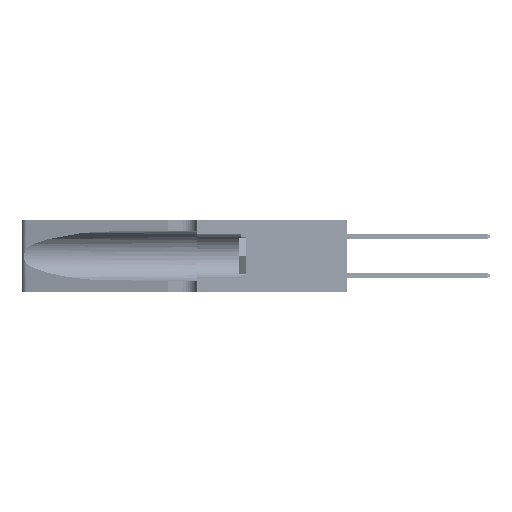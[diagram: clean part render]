
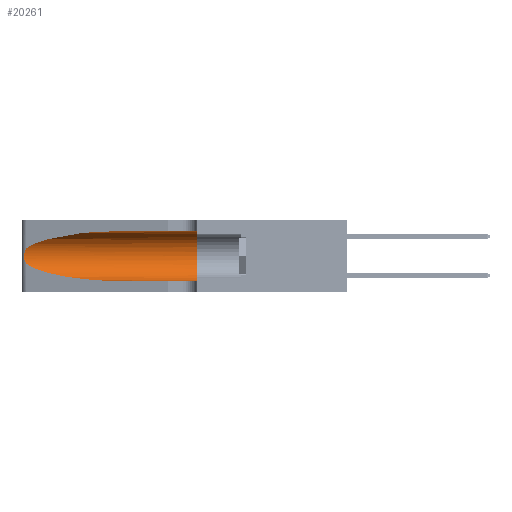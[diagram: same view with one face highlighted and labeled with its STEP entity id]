
A CAD part, left-side view. The second image highlights one B-rep face of the part: STEP entity #20261.
In plain terms, the highlighted cylindrical face has radius 3.308 mm (diameter 6.617 mm), a partial arc.
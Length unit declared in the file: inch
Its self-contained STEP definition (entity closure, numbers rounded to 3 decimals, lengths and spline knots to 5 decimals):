
#1662 = AXIS2_PLACEMENT_3D ( 'NONE', #4255, #11721, #15894 ) ;
#2365 = CARTESIAN_POINT ( 'NONE',  ( 0.18966, 0.96281, 0.05475 ) ) ;
#4255 = CARTESIAN_POINT ( 'NONE',  ( 0.1305, 0.35, 0.185 ) ) ;
#4631 = VERTEX_POINT ( 'NONE', #50377 ) ;
#5821 = CARTESIAN_POINT ( 'NONE',  ( 0.1305, 0.72297, 0.31525 ) ) ;
#7534 = CARTESIAN_POINT ( 'NONE',  ( 0.25789, 1.23486, 0.15765 ) ) ;
#7903 = CARTESIAN_POINT ( 'NONE',  ( 0.25487, 1.22718, 0.14631 ) ) ;
#8646 = ORIENTED_EDGE ( 'NONE', *, *, #16141, .T. ) ;
#11721 = DIRECTION ( 'NONE',  ( 0., 1., 0. ) ) ;
#14840 =( BOUNDED_CURVE ( )  B_SPLINE_CURVE ( 3, ( #5821, #26942, #31111, #18192 ),
 .UNSPECIFIED., .F., .T. ) 
 B_SPLINE_CURVE_WITH_KNOTS ( ( 4, 4 ),
 ( 1.5708, 2.84003 ),
 .UNSPECIFIED. ) 
 CURVE ( )  GEOMETRIC_REPRESENTATION_ITEM ( )  RATIONAL_B_SPLINE_CURVE ( ( 1., 0.87, 0.87, 1. ) ) 
 REPRESENTATION_ITEM ( '' )  );
#15169 = CARTESIAN_POINT ( 'NONE',  ( 0.25639, 1.23184, 0.21858 ) ) ;
#15894 = DIRECTION ( 'NONE',  ( 0., 0., 1. ) ) ;
#16070 = CARTESIAN_POINT ( 'NONE',  ( 0.1305, 1.61858, 0.05475 ) ) ;
#16141 = EDGE_CURVE ( 'NONE', #22391, #19692, #53415, .T. ) ;
#18192 = CARTESIAN_POINT ( 'NONE',  ( 0.25487, 1.22718, 0.22369 ) ) ;
#19692 = VERTEX_POINT ( 'NONE', #43806 ) ;
#19933 = CARTESIAN_POINT ( 'NONE',  ( 0.25555, 1.22993, 0.14849 ) ) ;
#20048 = VERTEX_POINT ( 'NONE', #34470 ) ;
#20261 = ADVANCED_FACE ( 'NONE', ( #33567 ), #42693, .F. ) ;
#20840 = ORIENTED_EDGE ( 'NONE', *, *, #47694, .T. ) ;
#22391 = VERTEX_POINT ( 'NONE', #41724 ) ;
#23151 = CARTESIAN_POINT ( 'NONE',  ( 0.1305, 1.61858, 0.185 ) ) ;
#24116 = CARTESIAN_POINT ( 'NONE',  ( 0.26018, 1.23835, 0.19895 ) ) ;
#26942 = CARTESIAN_POINT ( 'NONE',  ( 0.18966, 0.96281, 0.31525 ) ) ;
#27159 = DIRECTION ( 'NONE',  ( 0., 0., -1. ) ) ;
#27675 = CARTESIAN_POINT ( 'NONE',  ( 0.2373, 1.15595, 0.08982 ) ) ;
#27979 = CARTESIAN_POINT ( 'NONE',  ( 0.1305, 0.72297, 0.05475 ) ) ;
#28061 = VERTEX_POINT ( 'NONE', #45612 ) ;
#28833 = CARTESIAN_POINT ( 'NONE',  ( 0.25856, 1.23593, 0.16098 ) ) ;
#30470 = CIRCLE ( 'NONE', #1662, 0.13025 ) ;
#31111 = CARTESIAN_POINT ( 'NONE',  ( 0.2373, 1.15595, 0.28018 ) ) ;
#31572 = EDGE_CURVE ( 'NONE', #4631, #20048, #52730, .T. ) ;
#31766 = CARTESIAN_POINT ( 'NONE',  ( 0.25555, 1.22994, 0.2215 ) ) ;
#33244 =( BOUNDED_CURVE ( )  B_SPLINE_CURVE ( 3, ( #52783, #27675, #2365, #39880 ),
 .UNSPECIFIED., .F., .T. ) 
 B_SPLINE_CURVE_WITH_KNOTS ( ( 4, 4 ),
 ( 3.44316, 4.71239 ),
 .UNSPECIFIED. ) 
 CURVE ( )  GEOMETRIC_REPRESENTATION_ITEM ( )  RATIONAL_B_SPLINE_CURVE ( ( 1., 0.87, 0.87, 1. ) ) 
 REPRESENTATION_ITEM ( '' )  );
#33567 = FACE_OUTER_BOUND ( 'NONE', #50622, .T. ) ;
#33963 = DIRECTION ( 'NONE',  ( 0., -1., 0. ) ) ;
#34470 = CARTESIAN_POINT ( 'NONE',  ( 0.1305, 0.35, 0.31525 ) ) ;
#35498 = ORIENTED_EDGE ( 'NONE', *, *, #31572, .F. ) ;
#36844 = CARTESIAN_POINT ( 'NONE',  ( 0.26017, 1.23833, 0.17102 ) ) ;
#39553 = EDGE_CURVE ( 'NONE', #4631, #22391, #14840, .T. ) ;
#39880 = CARTESIAN_POINT ( 'NONE',  ( 0.1305, 0.72297, 0.05475 ) ) ;
#40136 = ORIENTED_EDGE ( 'NONE', *, *, #39553, .T. ) ;
#40303 = VERTEX_POINT ( 'NONE', #27979 ) ;
#40334 = CARTESIAN_POINT ( 'NONE',  ( 0.25854, 1.2359, 0.20912 ) ) ;
#41630 = EDGE_CURVE ( 'NONE', #19692, #40303, #33244, .T. ) ;
#41724 = CARTESIAN_POINT ( 'NONE',  ( 0.25487, 1.22718, 0.22369 ) ) ;
#42199 = VECTOR ( 'NONE', #45230, 39.37008 ) ;
#42693 = CYLINDRICAL_SURFACE ( 'NONE', #46819, 0.13025 ) ;
#42961 = VECTOR ( 'NONE', #33963, 39.37008 ) ;
#43806 = CARTESIAN_POINT ( 'NONE',  ( 0.25487, 1.22718, 0.14631 ) ) ;
#44327 = CARTESIAN_POINT ( 'NONE',  ( 0.25787, 1.23484, 0.2124 ) ) ;
#44460 = ORIENTED_EDGE ( 'NONE', *, *, #47663, .F. ) ;
#44869 = CARTESIAN_POINT ( 'NONE',  ( 0.26075, 1.23896, 0.178 ) ) ;
#45230 = DIRECTION ( 'NONE',  ( 0., -1., 0. ) ) ;
#45612 = CARTESIAN_POINT ( 'NONE',  ( 0.1305, 0.35, 0.05475 ) ) ;
#46684 = CARTESIAN_POINT ( 'NONE',  ( 0.1305, 1.61858, 0.31525 ) ) ;
#46819 = AXIS2_PLACEMENT_3D ( 'NONE', #23151, #47762, #27159 ) ;
#47663 = EDGE_CURVE ( 'NONE', #20048, #28061, #30470, .T. ) ;
#47694 = EDGE_CURVE ( 'NONE', #40303, #28061, #51349, .T. ) ;
#47762 = DIRECTION ( 'NONE',  ( 0., -1., 0. ) ) ;
#48884 = CARTESIAN_POINT ( 'NONE',  ( 0.25639, 1.23186, 0.15144 ) ) ;
#50046 = ORIENTED_EDGE ( 'NONE', *, *, #41630, .T. ) ;
#50377 = CARTESIAN_POINT ( 'NONE',  ( 0.1305, 0.72297, 0.31525 ) ) ;
#50622 = EDGE_LOOP ( 'NONE', ( #40136, #8646, #50046, #20840, #44460, #35498 ) ) ;
#51349 = LINE ( 'NONE', #16070, #42199 ) ;
#52530 = CARTESIAN_POINT ( 'NONE',  ( 0.25487, 1.22718, 0.22369 ) ) ;
#52730 = LINE ( 'NONE', #46684, #42961 ) ;
#52783 = CARTESIAN_POINT ( 'NONE',  ( 0.25487, 1.22718, 0.14631 ) ) ;
#53415 = B_SPLINE_CURVE_WITH_KNOTS ( 'NONE', 3,
 ( #52530, #31766, #15169, #44327, #40334, #24116, #53774, #44869, #36844, #28833, #7534, #48884, #19933, #7903 ),
 .UNSPECIFIED., .F., .F.,
 ( 4, 2, 2, 2, 2, 2, 4 ),
 ( 0., 0.00027, 0.00053, 0.00107, 0.0016, 0.00187, 0.00214 ),
 .UNSPECIFIED. ) ;
#53774 = CARTESIAN_POINT ( 'NONE',  ( 0.26075, 1.23896, 0.19203 ) ) ;
